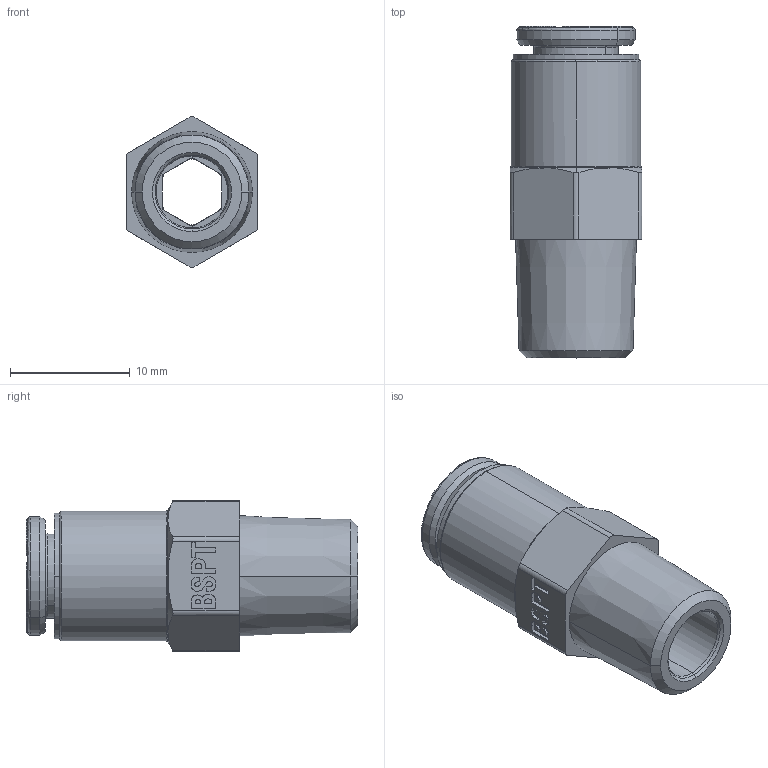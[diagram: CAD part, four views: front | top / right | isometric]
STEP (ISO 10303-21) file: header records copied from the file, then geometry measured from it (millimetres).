
FILE_DESCRIPTION(('STEP AP214'),'1');
FILE_NAME('6875_06_10.stp','2016-07-07T14:46:42',('TraceParts'),('TraceParts S.A.'),'Spatial InterOp 3D',' ',' ');
FILE_SCHEMA(('automotive_design'));
Length unit declared in the file: millimetre
Products named in the file (6): 6875 06 10|44106-64_ASM_1801#44106-64_ASM|44106-26_1797#44106-26;Solide1; 6875 06 10|44106-64_ASM_1801#44106-64_ASM|44106_1798#44106;Solide1; 6875 06 10|44106-64_ASM_1801#44106-64_ASM|44106-27_1799#44106-27;Solide1; 6875 06 10|44106-64_ASM_1801#44106-64_ASM|44126-20_1800#44126-20;Solide1; 6875 06 10|44516-41-06_1795#44516-41-06;Solide1; 6875 06 10|44106-11-10-ASM_1796#44106-11-10-ASM;Solide1
Bounding box: 11 x 27.72 x 12.55 mm (x, y, z)
Volume: 1551.9 mm3; surface area: 2630.8 mm2
Topology: 6 solids, 6 shells, 712 faces, 1880 edges, 1205 vertices
Faces by surface type: plane 358, bspline 104, cylinder 103, cone 83, torus 62, sphere 2
Entity records: 30286 total; most frequent: CARTESIAN_POINT 7078, ORIENTED_EDGE 3756, DIRECTION 3440, EDGE_CURVE 1878, VERTEX_POINT 1205, AXIS2_PLACEMENT_3D 1148, LINE 1144, VECTOR 1144
